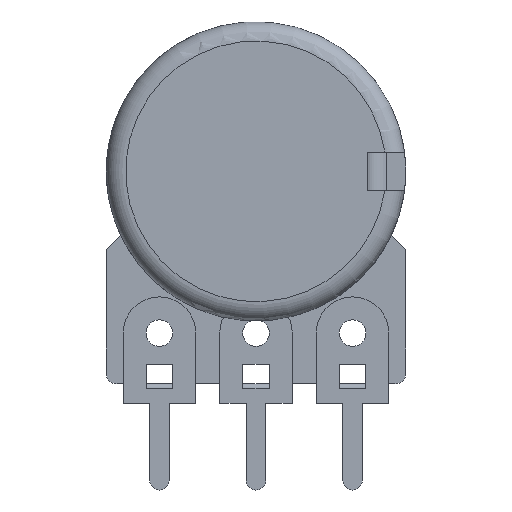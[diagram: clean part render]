
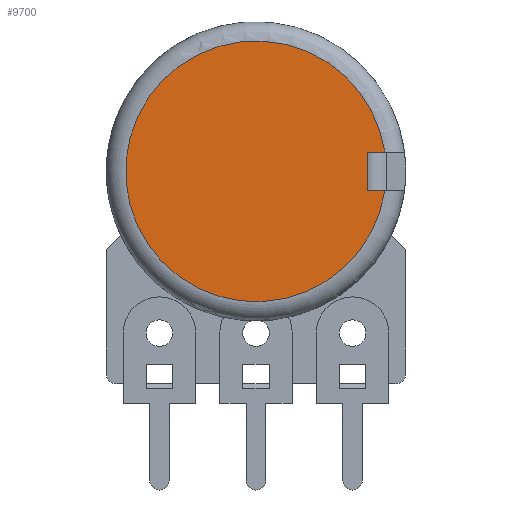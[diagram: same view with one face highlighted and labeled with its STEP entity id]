
A CAD part, front view. The second image highlights one B-rep face of the part: STEP entity #9700.
In plain terms, the highlighted planar face has unit normal (0, -1, 0).
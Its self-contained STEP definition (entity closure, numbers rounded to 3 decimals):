
#8327 = VERTEX_POINT('',#8328);
#8328 = CARTESIAN_POINT('',(5.842,-4.97,11.382));
#8334 = EDGE_CURVE('',#8327,#8335,#8337,.T.);
#8335 = VERTEX_POINT('',#8336);
#8336 = CARTESIAN_POINT('',(6.782,-4.97,11.382));
#8337 = LINE('',#8338,#8339);
#8338 = CARTESIAN_POINT('',(5.842,-4.97,11.382));
#8339 = VECTOR('',#8340,1.);
#8340 = DIRECTION('',(1.,0.,0.));
#8379 = VERTEX_POINT('',#8380);
#8380 = CARTESIAN_POINT('',(6.782,-4.97,13.414));
#8396 = EDGE_CURVE('',#8379,#8335,#8397,.T.);
#8397 = CIRCLE('',#8398,6.858);
#8398 = AXIS2_PLACEMENT_3D('',#8399,#8400,#8401);
#8399 = CARTESIAN_POINT('',(0.,-4.97,12.398));
#8400 = DIRECTION('',(0.,-1.,0.));
#8401 = DIRECTION('',(1.,0.,0.));
#8609 = VERTEX_POINT('',#8610);
#8610 = CARTESIAN_POINT('',(5.842,-4.97,13.414));
#8626 = EDGE_CURVE('',#8379,#8609,#8627,.T.);
#8627 = LINE('',#8628,#8629);
#8628 = CARTESIAN_POINT('',(5.842,-4.97,13.414));
#8629 = VECTOR('',#8630,1.);
#8630 = DIRECTION('',(-1.,0.,0.));
#9690 = EDGE_CURVE('',#8609,#8327,#9691,.T.);
#9691 = LINE('',#9692,#9693);
#9692 = CARTESIAN_POINT('',(5.842,-4.97,13.414));
#9693 = VECTOR('',#9694,1.);
#9694 = DIRECTION('',(0.,0.,-1.));
#9700 = ADVANCED_FACE('',(#9701),#9707,.T.);
#9701 = FACE_BOUND('',#9702,.T.);
#9702 = EDGE_LOOP('',(#9703,#9704,#9705,#9706));
#9703 = ORIENTED_EDGE('',*,*,#8626,.F.);
#9704 = ORIENTED_EDGE('',*,*,#8396,.T.);
#9705 = ORIENTED_EDGE('',*,*,#8334,.F.);
#9706 = ORIENTED_EDGE('',*,*,#9690,.F.);
#9707 = PLANE('',#9708);
#9708 = AXIS2_PLACEMENT_3D('',#9709,#9710,#9711);
#9709 = CARTESIAN_POINT('',(0.,-4.97,12.398));
#9710 = DIRECTION('',(0.,-1.,0.));
#9711 = DIRECTION('',(1.,0.,0.));
